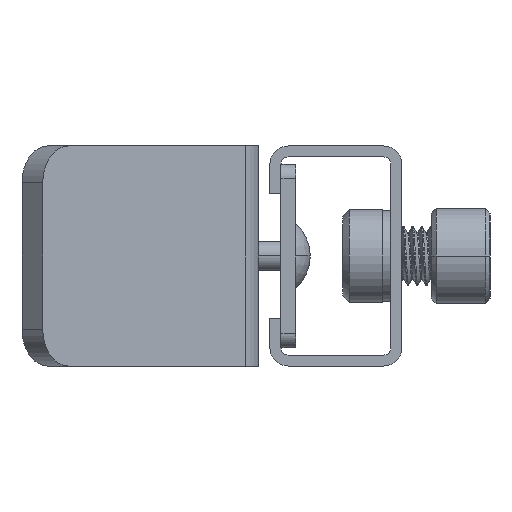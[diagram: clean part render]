
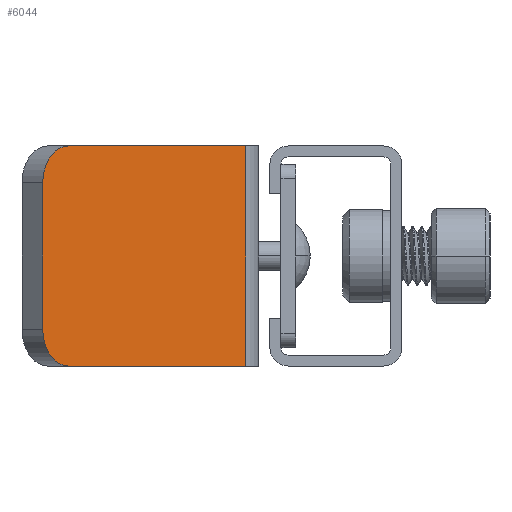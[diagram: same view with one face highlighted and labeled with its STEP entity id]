
A CAD part, left-side view. The second image highlights one B-rep face of the part: STEP entity #6044.
In plain terms, the highlighted face is planar.
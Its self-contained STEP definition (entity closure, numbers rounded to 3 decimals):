
#152 = AXIS2_PLACEMENT_3D ( 'NONE', #6224, #5217, #3774 ) ;
#258 = PLANE ( 'NONE',  #152 ) ;
#340 = LINE ( 'NONE', #5239, #2862 ) ;
#465 = DIRECTION ( 'NONE',  ( 0., -1., 0. ) ) ;
#497 = CARTESIAN_POINT ( 'NONE',  ( 18.414, 15., -2.243 ) ) ;
#636 = VECTOR ( 'NONE', #5806, 1000. ) ;
#660 = ORIENTED_EDGE ( 'NONE', *, *, #3518, .T. ) ;
#978 = DIRECTION ( 'NONE',  ( -0.707, 0., -0.707 ) ) ;
#1381 = DIRECTION ( 'NONE',  ( 0.707, 0., -0.707 ) ) ;
#1565 = ORIENTED_EDGE ( 'NONE', *, *, #5142, .T. ) ;
#1619 = LINE ( 'NONE', #3973, #3900 ) ;
#1698 = EDGE_CURVE ( 'NONE', #6354, #2052, #340, .T. ) ;
#1784 = AXIS2_PLACEMENT_3D ( 'NONE', #4382, #1381, #4878 ) ;
#1838 = LINE ( 'NONE', #2336, #636 ) ;
#1950 = VECTOR ( 'NONE', #465, 1000. ) ;
#2030 = VERTEX_POINT ( 'NONE', #3868 ) ;
#2052 = VERTEX_POINT ( 'NONE', #6344 ) ;
#2067 = EDGE_CURVE ( 'NONE', #2052, #3949, #4413, .T. ) ;
#2313 = CIRCLE ( 'NONE', #1784, 5. ) ;
#2336 = CARTESIAN_POINT ( 'NONE',  ( 18.414, 0., -2.243 ) ) ;
#2338 = VERTEX_POINT ( 'NONE', #4877 ) ;
#2391 = CARTESIAN_POINT ( 'NONE',  ( 42.577, 10., 21.92 ) ) ;
#2605 = ORIENTED_EDGE ( 'NONE', *, *, #2067, .T. ) ;
#2862 = VECTOR ( 'NONE', #6221, 1000. ) ;
#2873 = CARTESIAN_POINT ( 'NONE',  ( 46.113, 10., 25.456 ) ) ;
#2903 = DIRECTION ( 'NONE',  ( 0.707, 0., 0.707 ) ) ;
#3364 = ORIENTED_EDGE ( 'NONE', *, *, #4406, .T. ) ;
#3391 = CARTESIAN_POINT ( 'NONE',  ( 18.414, -15., -2.243 ) ) ;
#3453 = LINE ( 'NONE', #6435, #1950 ) ;
#3497 = EDGE_LOOP ( 'NONE', ( #660, #3364, #1565, #6421, #4522, #2605 ) ) ;
#3518 = EDGE_CURVE ( 'NONE', #3949, #2338, #3453, .T. ) ;
#3618 = FACE_OUTER_BOUND ( 'NONE', #3497, .T. ) ;
#3774 = DIRECTION ( 'NONE',  ( 0.707, 0., 0.707 ) ) ;
#3868 = CARTESIAN_POINT ( 'NONE',  ( 42.577, -15., 21.92 ) ) ;
#3900 = VECTOR ( 'NONE', #978, 1000. ) ;
#3949 = VERTEX_POINT ( 'NONE', #2873 ) ;
#3968 = VERTEX_POINT ( 'NONE', #3391 ) ;
#3973 = CARTESIAN_POINT ( 'NONE',  ( 17.828, -15., -2.828 ) ) ;
#4382 = CARTESIAN_POINT ( 'NONE',  ( 42.577, -10., 21.92 ) ) ;
#4406 = EDGE_CURVE ( 'NONE', #2338, #2030, #2313, .T. ) ;
#4413 = CIRCLE ( 'NONE', #6388, 5. ) ;
#4522 = ORIENTED_EDGE ( 'NONE', *, *, #1698, .T. ) ;
#4877 = CARTESIAN_POINT ( 'NONE',  ( 46.113, -10., 25.456 ) ) ;
#4878 = DIRECTION ( 'NONE',  ( 0.707, 0., 0.707 ) ) ;
#5142 = EDGE_CURVE ( 'NONE', #2030, #3968, #1619, .T. ) ;
#5217 = DIRECTION ( 'NONE',  ( -0.707, 0., 0.707 ) ) ;
#5239 = CARTESIAN_POINT ( 'NONE',  ( 46.113, 15., 25.456 ) ) ;
#5806 = DIRECTION ( 'NONE',  ( 0., -1., 0. ) ) ;
#5857 = DIRECTION ( 'NONE',  ( 0.707, 0., -0.707 ) ) ;
#6044 = ADVANCED_FACE ( 'NONE', ( #3618 ), #258, .F. ) ;
#6113 = EDGE_CURVE ( 'NONE', #6354, #3968, #1838, .T. ) ;
#6221 = DIRECTION ( 'NONE',  ( 0.707, 0., 0.707 ) ) ;
#6224 = CARTESIAN_POINT ( 'NONE',  ( 10.328, 0., -10.328 ) ) ;
#6344 = CARTESIAN_POINT ( 'NONE',  ( 42.577, 15., 21.92 ) ) ;
#6354 = VERTEX_POINT ( 'NONE', #497 ) ;
#6388 = AXIS2_PLACEMENT_3D ( 'NONE', #2391, #5857, #2903 ) ;
#6421 = ORIENTED_EDGE ( 'NONE', *, *, #6113, .F. ) ;
#6435 = CARTESIAN_POINT ( 'NONE',  ( 46.113, -15., 25.456 ) ) ;
